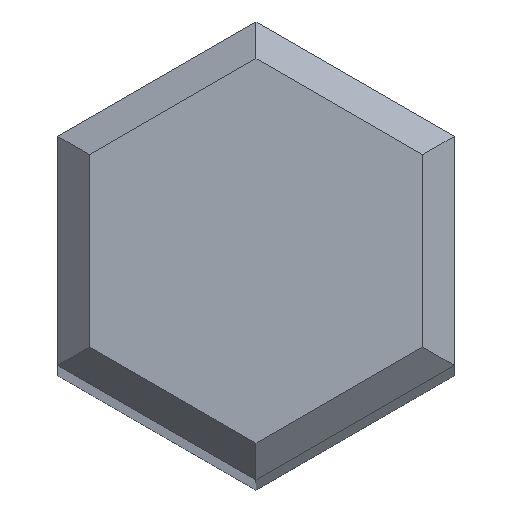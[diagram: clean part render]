
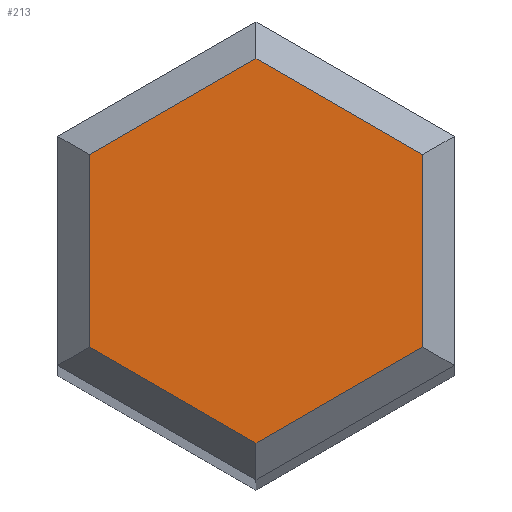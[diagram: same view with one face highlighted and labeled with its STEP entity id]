
A CAD part, top view. The second image highlights one B-rep face of the part: STEP entity #213.
In plain terms, the highlighted planar face has unit normal (0, 0, 1).
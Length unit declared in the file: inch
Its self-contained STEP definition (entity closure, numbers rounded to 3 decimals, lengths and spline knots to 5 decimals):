
#7 = DIRECTION ( 'NONE',  ( 0.866, -0.5, 0. ) ) ;
#16 = CARTESIAN_POINT ( 'NONE',  ( 0.08268, 0.04773, 2.95276 ) ) ;
#33 = DIRECTION ( 'NONE',  ( 0., -1., 0. ) ) ;
#37 = DIRECTION ( 'NONE',  ( -0.866, -0.5, 0. ) ) ;
#40 = CARTESIAN_POINT ( 'NONE',  ( 0., -0.09547, 2.95276 ) ) ;
#64 = ORIENTED_EDGE ( 'NONE', *, *, #545, .T. ) ;
#66 = CARTESIAN_POINT ( 'NONE',  ( 0., 0., 2.95276 ) ) ;
#77 = CARTESIAN_POINT ( 'NONE',  ( 0., -0.09547, 2.95276 ) ) ;
#90 = ORIENTED_EDGE ( 'NONE', *, *, #189, .F. ) ;
#97 = LINE ( 'NONE', #40, #132 ) ;
#113 = CARTESIAN_POINT ( 'NONE',  ( 0., 0.09547, 2.95276 ) ) ;
#125 = LINE ( 'NONE', #516, #266 ) ;
#132 = VECTOR ( 'NONE', #134, 39.37008 ) ;
#134 = DIRECTION ( 'NONE',  ( 0.866, 0.5, 0. ) ) ;
#136 = EDGE_CURVE ( 'NONE', #300, #385, #125, .T. ) ;
#148 = CARTESIAN_POINT ( 'NONE',  ( 0., 0.09547, 2.95276 ) ) ;
#149 = ORIENTED_EDGE ( 'NONE', *, *, #498, .T. ) ;
#178 = VECTOR ( 'NONE', #290, 39.37008 ) ;
#184 = CARTESIAN_POINT ( 'NONE',  ( -0.08268, 0., 2.95276 ) ) ;
#189 = EDGE_CURVE ( 'NONE', #231, #308, #519, .T. ) ;
#197 = EDGE_CURVE ( 'NONE', #308, #288, #299, .T. ) ;
#209 = CARTESIAN_POINT ( 'NONE',  ( -0.08268, -0.04773, 2.95276 ) ) ;
#213 = ADVANCED_FACE ( 'NONE', ( #380 ), #346, .T. ) ;
#231 = VERTEX_POINT ( 'NONE', #113 ) ;
#245 = LINE ( 'NONE', #184, #540 ) ;
#266 = VECTOR ( 'NONE', #517, 39.37008 ) ;
#267 = ORIENTED_EDGE ( 'NONE', *, *, #479, .T. ) ;
#288 = VERTEX_POINT ( 'NONE', #391 ) ;
#290 = DIRECTION ( 'NONE',  ( 0., -1., 0. ) ) ;
#299 = LINE ( 'NONE', #464, #178 ) ;
#300 = VERTEX_POINT ( 'NONE', #209 ) ;
#308 = VERTEX_POINT ( 'NONE', #16 ) ;
#316 = VECTOR ( 'NONE', #37, 39.37008 ) ;
#346 = PLANE ( 'NONE',  #372 ) ;
#372 = AXIS2_PLACEMENT_3D ( 'NONE', #66, #389, #440 ) ;
#380 = FACE_OUTER_BOUND ( 'NONE', #387, .T. ) ;
#385 = VERTEX_POINT ( 'NONE', #77 ) ;
#387 = EDGE_LOOP ( 'NONE', ( #64, #149, #521, #267, #508, #90 ) ) ;
#389 = DIRECTION ( 'NONE',  ( 0., 0., 1. ) ) ;
#391 = CARTESIAN_POINT ( 'NONE',  ( 0.08268, -0.04773, 2.95276 ) ) ;
#416 = CARTESIAN_POINT ( 'NONE',  ( 0., 0.09547, 2.95276 ) ) ;
#440 = DIRECTION ( 'NONE',  ( 1., 0., 0. ) ) ;
#442 = CARTESIAN_POINT ( 'NONE',  ( -0.08268, 0.04773, 2.95276 ) ) ;
#445 = VERTEX_POINT ( 'NONE', #442 ) ;
#464 = CARTESIAN_POINT ( 'NONE',  ( 0.08268, -0.02841, 2.95276 ) ) ;
#474 = VECTOR ( 'NONE', #7, 39.37008 ) ;
#479 = EDGE_CURVE ( 'NONE', #385, #288, #97, .T. ) ;
#498 = EDGE_CURVE ( 'NONE', #445, #300, #245, .T. ) ;
#508 = ORIENTED_EDGE ( 'NONE', *, *, #197, .F. ) ;
#516 = CARTESIAN_POINT ( 'NONE',  ( -0.08268, -0.04773, 2.95276 ) ) ;
#517 = DIRECTION ( 'NONE',  ( 0.866, -0.5, 0. ) ) ;
#519 = LINE ( 'NONE', #148, #474 ) ;
#521 = ORIENTED_EDGE ( 'NONE', *, *, #136, .T. ) ;
#535 = LINE ( 'NONE', #416, #316 ) ;
#540 = VECTOR ( 'NONE', #33, 39.37008 ) ;
#545 = EDGE_CURVE ( 'NONE', #231, #445, #535, .T. ) ;
